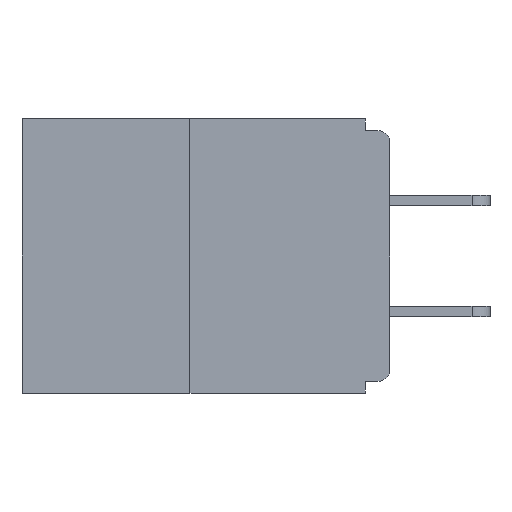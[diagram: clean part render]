
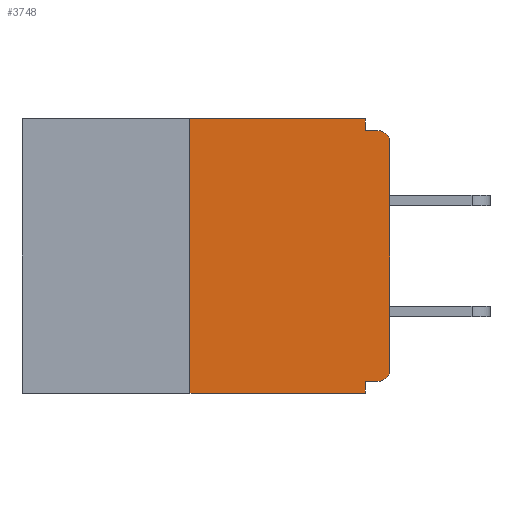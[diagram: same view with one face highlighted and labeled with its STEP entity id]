
A CAD part, left-side view. The second image highlights one B-rep face of the part: STEP entity #3748.
In plain terms, the highlighted planar face has unit normal (-1, 0, 0).
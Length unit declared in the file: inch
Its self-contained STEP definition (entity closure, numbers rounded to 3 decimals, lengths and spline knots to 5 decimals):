
#217 = CARTESIAN_POINT ( 'NONE',  ( 0., 0.031, -0.343 ) ) ;
#386 = CARTESIAN_POINT ( 'NONE',  ( 0., 0.031, -0.343 ) ) ;
#614 = VERTEX_POINT ( 'NONE', #3595 ) ;
#682 = LINE ( 'NONE', #11570, #9560 ) ;
#747 = DIRECTION ( 'NONE',  ( 0., 0., -1. ) ) ;
#1030 = EDGE_CURVE ( 'NONE', #6518, #4592, #1856, .T. ) ;
#1155 = CARTESIAN_POINT ( 'NONE',  ( 0., 0., -0.313 ) ) ;
#1173 = CARTESIAN_POINT ( 'NONE',  ( 0., 0.46, -0.343 ) ) ;
#1310 = VECTOR ( 'NONE', #10759, 39.37008 ) ;
#1326 = VECTOR ( 'NONE', #5851, 39.37008 ) ;
#1385 = EDGE_LOOP ( 'NONE', ( #10638, #6472, #9092, #8345, #5785, #7274, #9056, #10469, #11531, #4612 ) ) ;
#1736 = AXIS2_PLACEMENT_3D ( 'NONE', #4042, #9966, #7055 ) ;
#1765 = EDGE_CURVE ( 'NONE', #2268, #614, #9962, .T. ) ;
#1856 = LINE ( 'NONE', #2586, #9075 ) ;
#2268 = VERTEX_POINT ( 'NONE', #4478 ) ;
#2586 = CARTESIAN_POINT ( 'NONE',  ( 0., 0.031, 0. ) ) ;
#2618 = PLANE ( 'NONE',  #5917 ) ;
#3245 = DIRECTION ( 'NONE',  ( 0., 0., -1. ) ) ;
#3347 = EDGE_CURVE ( 'NONE', #614, #6518, #682, .T. ) ;
#3388 = CIRCLE ( 'NONE', #5277, 0.015 ) ;
#3432 = LINE ( 'NONE', #7833, #1310 ) ;
#3587 = VERTEX_POINT ( 'NONE', #6187 ) ;
#3590 = DIRECTION ( 'NONE',  ( 1., 0., 0. ) ) ;
#3595 = CARTESIAN_POINT ( 'NONE',  ( 0., 0.25, 0. ) ) ;
#3748 = ADVANCED_FACE ( 'NONE', ( #6253 ), #2618, .F. ) ;
#4042 = CARTESIAN_POINT ( 'NONE',  ( 0., 0.015, -0.03 ) ) ;
#4163 = CARTESIAN_POINT ( 'NONE',  ( 0., 0., -0.328 ) ) ;
#4478 = CARTESIAN_POINT ( 'NONE',  ( 0., 0.25, -0.343 ) ) ;
#4489 = EDGE_CURVE ( 'NONE', #6990, #10272, #3388, .T. ) ;
#4592 = VERTEX_POINT ( 'NONE', #8407 ) ;
#4612 = ORIENTED_EDGE ( 'NONE', *, *, #1030, .F. ) ;
#4875 = EDGE_CURVE ( 'NONE', #6990, #5025, #5933, .T. ) ;
#4938 = CARTESIAN_POINT ( 'NONE',  ( 0., 0., 0. ) ) ;
#5025 = VERTEX_POINT ( 'NONE', #8862 ) ;
#5142 = VERTEX_POINT ( 'NONE', #9579 ) ;
#5277 = AXIS2_PLACEMENT_3D ( 'NONE', #7639, #5474, #747 ) ;
#5368 = LINE ( 'NONE', #217, #6302 ) ;
#5474 = DIRECTION ( 'NONE',  ( -1., 0., 0. ) ) ;
#5569 = DIRECTION ( 'NONE',  ( 0., 0., -1. ) ) ;
#5615 = VECTOR ( 'NONE', #12036, 39.37008 ) ;
#5785 = ORIENTED_EDGE ( 'NONE', *, *, #4875, .F. ) ;
#5851 = DIRECTION ( 'NONE',  ( 0., 0., 1. ) ) ;
#5917 = AXIS2_PLACEMENT_3D ( 'NONE', #9487, #3590, #10459 ) ;
#5933 = LINE ( 'NONE', #4163, #5615 ) ;
#6187 = CARTESIAN_POINT ( 'NONE',  ( 0., 0., -0.03 ) ) ;
#6253 = FACE_OUTER_BOUND ( 'NONE', #1385, .T. ) ;
#6302 = VECTOR ( 'NONE', #3245, 39.37008 ) ;
#6472 = ORIENTED_EDGE ( 'NONE', *, *, #1765, .F. ) ;
#6518 = VERTEX_POINT ( 'NONE', #10925 ) ;
#6990 = VERTEX_POINT ( 'NONE', #7658 ) ;
#7055 = DIRECTION ( 'NONE',  ( 0., 0., -1. ) ) ;
#7211 = DIRECTION ( 'NONE',  ( 0., 0., 1. ) ) ;
#7274 = ORIENTED_EDGE ( 'NONE', *, *, #4489, .T. ) ;
#7639 = CARTESIAN_POINT ( 'NONE',  ( 0., 0.015, -0.313 ) ) ;
#7658 = CARTESIAN_POINT ( 'NONE',  ( 0., 0.015, -0.328 ) ) ;
#7833 = CARTESIAN_POINT ( 'NONE',  ( 0., 0., -0.015 ) ) ;
#8345 = ORIENTED_EDGE ( 'NONE', *, *, #11530, .F. ) ;
#8407 = CARTESIAN_POINT ( 'NONE',  ( 0., 0.031, -0.015 ) ) ;
#8520 = EDGE_CURVE ( 'NONE', #10272, #3587, #12513, .T. ) ;
#8623 = EDGE_CURVE ( 'NONE', #4592, #5142, #3432, .T. ) ;
#8862 = CARTESIAN_POINT ( 'NONE',  ( 0., 0.031, -0.328 ) ) ;
#9025 = DIRECTION ( 'NONE',  ( 0., -1., 0. ) ) ;
#9056 = ORIENTED_EDGE ( 'NONE', *, *, #8520, .T. ) ;
#9075 = VECTOR ( 'NONE', #5569, 39.37008 ) ;
#9092 = ORIENTED_EDGE ( 'NONE', *, *, #10537, .T. ) ;
#9118 = CIRCLE ( 'NONE', #1736, 0.015 ) ;
#9184 = CARTESIAN_POINT ( 'NONE',  ( 0., 0.25, 0. ) ) ;
#9382 = VECTOR ( 'NONE', #9025, 39.37008 ) ;
#9487 = CARTESIAN_POINT ( 'NONE',  ( 0., 0.46, 0. ) ) ;
#9560 = VECTOR ( 'NONE', #10471, 39.37008 ) ;
#9579 = CARTESIAN_POINT ( 'NONE',  ( 0., 0.015, -0.015 ) ) ;
#9809 = EDGE_CURVE ( 'NONE', #3587, #5142, #9118, .T. ) ;
#9962 = LINE ( 'NONE', #9184, #11170 ) ;
#9966 = DIRECTION ( 'NONE',  ( -1., 0., 0. ) ) ;
#10272 = VERTEX_POINT ( 'NONE', #1155 ) ;
#10458 = LINE ( 'NONE', #1173, #9382 ) ;
#10459 = DIRECTION ( 'NONE',  ( 0., 0., -1. ) ) ;
#10469 = ORIENTED_EDGE ( 'NONE', *, *, #9809, .T. ) ;
#10471 = DIRECTION ( 'NONE',  ( 0., -1., 0. ) ) ;
#10537 = EDGE_CURVE ( 'NONE', #2268, #10870, #10458, .T. ) ;
#10638 = ORIENTED_EDGE ( 'NONE', *, *, #3347, .F. ) ;
#10759 = DIRECTION ( 'NONE',  ( 0., -1., 0. ) ) ;
#10870 = VERTEX_POINT ( 'NONE', #386 ) ;
#10925 = CARTESIAN_POINT ( 'NONE',  ( 0., 0.031, 0. ) ) ;
#11170 = VECTOR ( 'NONE', #7211, 39.37008 ) ;
#11530 = EDGE_CURVE ( 'NONE', #5025, #10870, #5368, .T. ) ;
#11531 = ORIENTED_EDGE ( 'NONE', *, *, #8623, .F. ) ;
#11570 = CARTESIAN_POINT ( 'NONE',  ( 0., 0.46, 0. ) ) ;
#12036 = DIRECTION ( 'NONE',  ( 0., 1., 0. ) ) ;
#12513 = LINE ( 'NONE', #4938, #1326 ) ;
